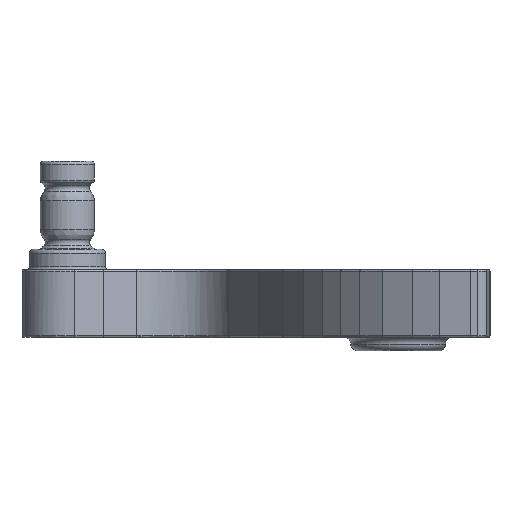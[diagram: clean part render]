
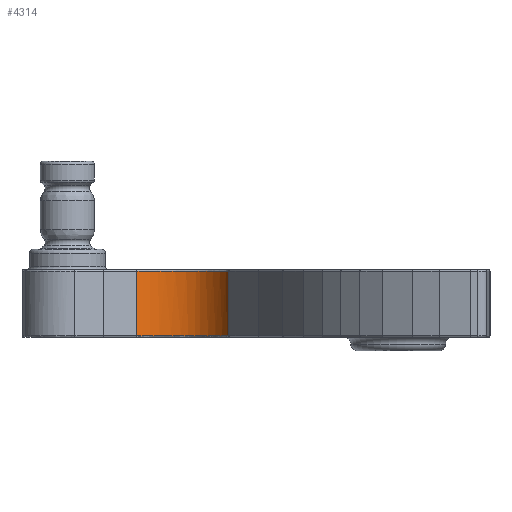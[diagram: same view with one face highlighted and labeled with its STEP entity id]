
A CAD part, left-side view. The second image highlights one B-rep face of the part: STEP entity #4314.
In plain terms, the highlighted free-form (B-spline) face has degree [5, 1] with [30, 2] control points.
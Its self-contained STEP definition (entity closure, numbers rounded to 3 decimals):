
#234=B_SPLINE_CURVE_WITH_KNOTS('',3,(#7285,#7286,#7287,#7288,#7289,#7290,
#7291,#7292,#7293,#7294,#7295,#7296,#7297),.UNSPECIFIED.,.F.,.F.,(4,1,1,
1,1,1,1,1,1,1,4),(-0.843,-0.812,-0.782,
-0.722,-0.602,-0.481,-0.361,
-0.241,-0.12,-0.09,0.),
 .UNSPECIFIED.);
#255=B_SPLINE_CURVE_WITH_KNOTS('',3,(#8124,#8125,#8126,#8127,#8128,#8129,
#8130,#8131,#8132,#8133,#8134,#8135,#8136),.UNSPECIFIED.,.F.,.F.,(4,1,1,
1,1,1,1,1,1,1,4),(0.,0.09,0.12,
0.241,0.361,0.481,0.602,
0.722,0.782,0.812,0.843),
 .UNSPECIFIED.);
#402=(
BOUNDED_SURFACE()
B_SPLINE_SURFACE(5,1,((#12765,#12766),(#12767,#12768),(#12769,#12770),(#12771,
#12772),(#12773,#12774),(#12775,#12776),(#12777,#12778),(#12779,#12780),
(#12781,#12782),(#12783,#12784),(#12785,#12786),(#12787,#12788),(#12789,
#12790),(#12791,#12792),(#12793,#12794),(#12795,#12796),(#12797,#12798),
(#12799,#12800),(#12801,#12802),(#12803,#12804),(#12805,#12806),(#12807,
#12808),(#12809,#12810),(#12811,#12812),(#12813,#12814),(#12815,#12816),
(#12817,#12818),(#12819,#12820),(#12821,#12822),(#12823,#12824)),
 .UNSPECIFIED.,.F.,.F.,.F.)
B_SPLINE_SURFACE_WITH_KNOTS((6,1,1,1,1,1,1,1,1,1,1,1,1,1,1,1,1,1,1,1,1,
1,1,1,1,6),(2,2),(0.,0.04,0.08,0.12,0.16,0.2,0.24,0.28,0.32,0.36,0.4,0.44,
0.48,0.52,0.56,0.6,0.64,0.68,0.72,0.76,0.8,0.84,0.88,0.92,0.96,1.),(0.,
0.5),.UNSPECIFIED.)
GEOMETRIC_REPRESENTATION_ITEM()
RATIONAL_B_SPLINE_SURFACE(((1.,1.),(1.,1.),(1.,1.),(1.,1.),(1.,1.),(1.,
1.),(1.,1.),(1.,1.),(1.,1.),(1.,1.),(1.,1.),(1.,1.),(1.,1.),(1.,1.),(1.,
1.),(1.,1.),(1.,1.),(1.,1.),(1.,1.),(1.,1.),(1.,1.),(1.,1.),(1.,1.),(1.,
1.),(1.,1.),(1.,1.),(1.,1.),(1.,1.),(1.,1.),(1.,1.)))
REPRESENTATION_ITEM('')
SURFACE()
);
#763=LINE('',#12764,#1056);
#764=LINE('',#12825,#1057);
#1056=VECTOR('',#5483,10.);
#1057=VECTOR('',#5484,10.);
#1408=FACE_OUTER_BOUND('',#1693,.T.);
#1693=EDGE_LOOP('',(#4009,#4010,#4011,#4012));
#1934=VERTEX_POINT('',#7186);
#1935=VERTEX_POINT('',#7284);
#1983=VERTEX_POINT('',#7994);
#1984=VERTEX_POINT('',#8092);
#2350=EDGE_CURVE('',#1935,#1934,#234,.T.);
#2438=EDGE_CURVE('',#1984,#1983,#255,.T.);
#2759=EDGE_CURVE('',#1935,#1983,#763,.T.);
#2760=EDGE_CURVE('',#1934,#1984,#764,.T.);
#4009=ORIENTED_EDGE('',*,*,#2350,.F.);
#4010=ORIENTED_EDGE('',*,*,#2759,.T.);
#4011=ORIENTED_EDGE('',*,*,#2438,.F.);
#4012=ORIENTED_EDGE('',*,*,#2760,.F.);
#4314=ADVANCED_FACE('',(#1408),#402,.T.);
#5483=DIRECTION('',(0.,0.,1.));
#5484=DIRECTION('',(0.,0.,1.));
#7186=CARTESIAN_POINT('',(-6.96,20.066,0.12));
#7284=CARTESIAN_POINT('',(-9.498,13.278,0.12));
#7285=CARTESIAN_POINT('Ctrl Pts',(-9.498,13.278,0.12));
#7286=CARTESIAN_POINT('Ctrl Pts',(-9.42,13.28,0.12));
#7287=CARTESIAN_POINT('Ctrl Pts',(-9.247,13.326,0.12));
#7288=CARTESIAN_POINT('Ctrl Pts',(-8.907,13.498,0.12));
#7289=CARTESIAN_POINT('Ctrl Pts',(-8.346,13.897,0.12));
#7290=CARTESIAN_POINT('Ctrl Pts',(-7.626,14.572,0.12));
#7291=CARTESIAN_POINT('Ctrl Pts',(-6.916,15.523,0.12));
#7292=CARTESIAN_POINT('Ctrl Pts',(-6.534,16.636,0.12));
#7293=CARTESIAN_POINT('Ctrl Pts',(-6.414,17.82,0.12));
#7294=CARTESIAN_POINT('Ctrl Pts',(-6.465,18.706,0.12));
#7295=CARTESIAN_POINT('Ctrl Pts',(-6.654,19.462,0.12));
#7296=CARTESIAN_POINT('Ctrl Pts',(-6.808,19.819,0.12));
#7297=CARTESIAN_POINT('Ctrl Pts',(-6.96,20.066,0.12));
#7994=CARTESIAN_POINT('',(-9.498,13.278,4.88));
#8092=CARTESIAN_POINT('',(-6.96,20.066,4.88));
#8124=CARTESIAN_POINT('Ctrl Pts',(-6.96,20.066,4.88));
#8125=CARTESIAN_POINT('Ctrl Pts',(-6.808,19.819,4.88));
#8126=CARTESIAN_POINT('Ctrl Pts',(-6.654,19.462,4.88));
#8127=CARTESIAN_POINT('Ctrl Pts',(-6.465,18.706,4.88));
#8128=CARTESIAN_POINT('Ctrl Pts',(-6.414,17.82,4.88));
#8129=CARTESIAN_POINT('Ctrl Pts',(-6.534,16.636,4.88));
#8130=CARTESIAN_POINT('Ctrl Pts',(-6.916,15.523,4.88));
#8131=CARTESIAN_POINT('Ctrl Pts',(-7.626,14.572,4.88));
#8132=CARTESIAN_POINT('Ctrl Pts',(-8.346,13.897,4.88));
#8133=CARTESIAN_POINT('Ctrl Pts',(-8.907,13.498,4.88));
#8134=CARTESIAN_POINT('Ctrl Pts',(-9.247,13.326,4.88));
#8135=CARTESIAN_POINT('Ctrl Pts',(-9.42,13.28,4.88));
#8136=CARTESIAN_POINT('Ctrl Pts',(-9.498,13.278,4.88));
#12764=CARTESIAN_POINT('',(-9.498,13.278,0.));
#12765=CARTESIAN_POINT('Ctrl Pts',(-6.96,20.066,0.));
#12766=CARTESIAN_POINT('Ctrl Pts',(-6.96,20.066,5.));
#12767=CARTESIAN_POINT('Ctrl Pts',(-6.929,20.016,0.));
#12768=CARTESIAN_POINT('Ctrl Pts',(-6.929,20.016,5.));
#12769=CARTESIAN_POINT('Ctrl Pts',(-6.87,19.915,0.));
#12770=CARTESIAN_POINT('Ctrl Pts',(-6.87,19.915,5.));
#12771=CARTESIAN_POINT('Ctrl Pts',(-6.789,19.759,0.));
#12772=CARTESIAN_POINT('Ctrl Pts',(-6.789,19.759,5.));
#12773=CARTESIAN_POINT('Ctrl Pts',(-6.694,19.541,0.));
#12774=CARTESIAN_POINT('Ctrl Pts',(-6.694,19.541,5.));
#12775=CARTESIAN_POINT('Ctrl Pts',(-6.598,19.253,0.));
#12776=CARTESIAN_POINT('Ctrl Pts',(-6.598,19.253,5.));
#12777=CARTESIAN_POINT('Ctrl Pts',(-6.526,18.95,0.));
#12778=CARTESIAN_POINT('Ctrl Pts',(-6.526,18.95,5.));
#12779=CARTESIAN_POINT('Ctrl Pts',(-6.475,18.634,0.));
#12780=CARTESIAN_POINT('Ctrl Pts',(-6.475,18.634,5.));
#12781=CARTESIAN_POINT('Ctrl Pts',(-6.447,18.305,0.));
#12782=CARTESIAN_POINT('Ctrl Pts',(-6.447,18.305,5.));
#12783=CARTESIAN_POINT('Ctrl Pts',(-6.438,17.968,0.));
#12784=CARTESIAN_POINT('Ctrl Pts',(-6.438,17.968,5.));
#12785=CARTESIAN_POINT('Ctrl Pts',(-6.448,17.625,0.));
#12786=CARTESIAN_POINT('Ctrl Pts',(-6.448,17.625,5.));
#12787=CARTESIAN_POINT('Ctrl Pts',(-6.475,17.281,0.));
#12788=CARTESIAN_POINT('Ctrl Pts',(-6.475,17.281,5.));
#12789=CARTESIAN_POINT('Ctrl Pts',(-6.519,16.938,0.));
#12790=CARTESIAN_POINT('Ctrl Pts',(-6.519,16.938,5.));
#12791=CARTESIAN_POINT('Ctrl Pts',(-6.582,16.6,0.));
#12792=CARTESIAN_POINT('Ctrl Pts',(-6.582,16.6,5.));
#12793=CARTESIAN_POINT('Ctrl Pts',(-6.669,16.265,0.));
#12794=CARTESIAN_POINT('Ctrl Pts',(-6.669,16.265,5.));
#12795=CARTESIAN_POINT('Ctrl Pts',(-6.784,15.933,0.));
#12796=CARTESIAN_POINT('Ctrl Pts',(-6.784,15.933,5.));
#12797=CARTESIAN_POINT('Ctrl Pts',(-6.933,15.606,0.));
#12798=CARTESIAN_POINT('Ctrl Pts',(-6.933,15.606,5.));
#12799=CARTESIAN_POINT('Ctrl Pts',(-7.118,15.281,0.));
#12800=CARTESIAN_POINT('Ctrl Pts',(-7.118,15.281,5.));
#12801=CARTESIAN_POINT('Ctrl Pts',(-7.339,14.962,0.));
#12802=CARTESIAN_POINT('Ctrl Pts',(-7.339,14.962,5.));
#12803=CARTESIAN_POINT('Ctrl Pts',(-7.591,14.653,0.));
#12804=CARTESIAN_POINT('Ctrl Pts',(-7.591,14.653,5.));
#12805=CARTESIAN_POINT('Ctrl Pts',(-7.865,14.359,0.));
#12806=CARTESIAN_POINT('Ctrl Pts',(-7.865,14.359,5.));
#12807=CARTESIAN_POINT('Ctrl Pts',(-8.149,14.088,0.));
#12808=CARTESIAN_POINT('Ctrl Pts',(-8.149,14.088,5.));
#12809=CARTESIAN_POINT('Ctrl Pts',(-8.432,13.847,0.));
#12810=CARTESIAN_POINT('Ctrl Pts',(-8.432,13.847,5.));
#12811=CARTESIAN_POINT('Ctrl Pts',(-8.7,13.643,0.));
#12812=CARTESIAN_POINT('Ctrl Pts',(-8.7,13.643,5.));
#12813=CARTESIAN_POINT('Ctrl Pts',(-8.946,13.481,0.));
#12814=CARTESIAN_POINT('Ctrl Pts',(-8.946,13.481,5.));
#12815=CARTESIAN_POINT('Ctrl Pts',(-9.163,13.363,0.));
#12816=CARTESIAN_POINT('Ctrl Pts',(-9.163,13.363,5.));
#12817=CARTESIAN_POINT('Ctrl Pts',(-9.313,13.306,0.));
#12818=CARTESIAN_POINT('Ctrl Pts',(-9.313,13.306,5.));
#12819=CARTESIAN_POINT('Ctrl Pts',(-9.411,13.284,0.));
#12820=CARTESIAN_POINT('Ctrl Pts',(-9.411,13.284,5.));
#12821=CARTESIAN_POINT('Ctrl Pts',(-9.47,13.279,0.));
#12822=CARTESIAN_POINT('Ctrl Pts',(-9.47,13.279,5.));
#12823=CARTESIAN_POINT('Ctrl Pts',(-9.498,13.278,0.));
#12824=CARTESIAN_POINT('Ctrl Pts',(-9.498,13.278,5.));
#12825=CARTESIAN_POINT('',(-6.96,20.066,0.));
